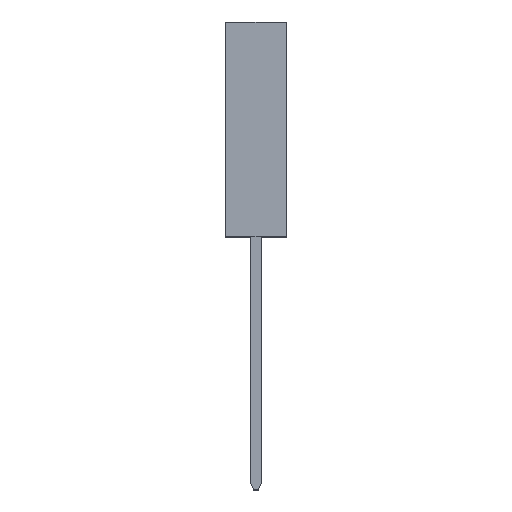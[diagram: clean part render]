
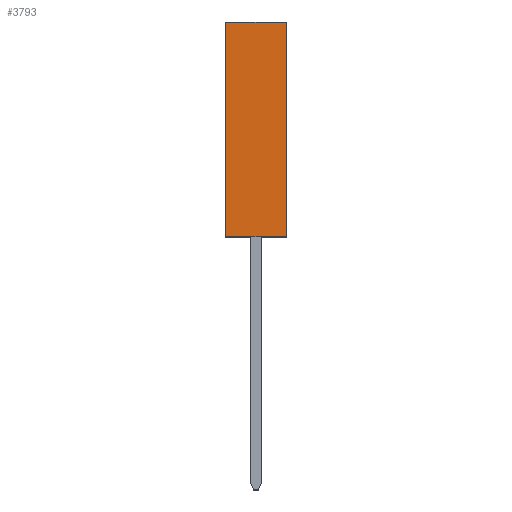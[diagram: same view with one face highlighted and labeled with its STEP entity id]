
A CAD part, top view. The second image highlights one B-rep face of the part: STEP entity #3793.
In plain terms, the highlighted planar face has unit normal (0, 0, 1).
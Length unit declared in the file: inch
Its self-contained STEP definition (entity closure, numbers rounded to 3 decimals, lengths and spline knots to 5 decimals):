
#301 = VECTOR ( 'NONE', #4395, 39.37008 ) ;
#517 = DIRECTION ( 'NONE',  ( 1., 0., 0. ) ) ;
#673 = LINE ( 'NONE', #1170, #803 ) ;
#803 = VECTOR ( 'NONE', #3784, 39.37008 ) ;
#928 = DIRECTION ( 'NONE',  ( 0., 0., -1. ) ) ;
#1086 = CARTESIAN_POINT ( 'NONE',  ( 0.0475, 0.335, 0.21 ) ) ;
#1170 = CARTESIAN_POINT ( 'NONE',  ( -0.0475, 0.335, 0.21 ) ) ;
#1237 = CARTESIAN_POINT ( 'NONE',  ( -0.0475, 0.335, 0.21 ) ) ;
#1254 = EDGE_CURVE ( 'NONE', #3391, #4090, #1458, .T. ) ;
#1399 = LINE ( 'NONE', #4009, #301 ) ;
#1458 = LINE ( 'NONE', #4638, #2976 ) ;
#1475 = EDGE_CURVE ( 'NONE', #3174, #4090, #1399, .T. ) ;
#1885 = ORIENTED_EDGE ( 'NONE', *, *, #1475, .F. ) ;
#1935 = FACE_OUTER_BOUND ( 'NONE', #2862, .T. ) ;
#1990 = CARTESIAN_POINT ( 'NONE',  ( -0.0475, 0.335, 0.21 ) ) ;
#2198 = CARTESIAN_POINT ( 'NONE',  ( 0.0475, 0., 0.21 ) ) ;
#2235 = ORIENTED_EDGE ( 'NONE', *, *, #1254, .T. ) ;
#2241 = ORIENTED_EDGE ( 'NONE', *, *, #3335, .T. ) ;
#2325 = ORIENTED_EDGE ( 'NONE', *, *, #3390, .F. ) ;
#2351 = CARTESIAN_POINT ( 'NONE',  ( -0.0475, 0., 0.21 ) ) ;
#2436 = CARTESIAN_POINT ( 'NONE',  ( -0.0475, 0.335, 0.21 ) ) ;
#2524 = LINE ( 'NONE', #1237, #3835 ) ;
#2766 = DIRECTION ( 'NONE',  ( 1., 0., 0. ) ) ;
#2862 = EDGE_LOOP ( 'NONE', ( #2235, #1885, #2325, #2241 ) ) ;
#2976 = VECTOR ( 'NONE', #2766, 39.37008 ) ;
#3132 = PLANE ( 'NONE',  #4152 ) ;
#3174 = VERTEX_POINT ( 'NONE', #1086 ) ;
#3335 = EDGE_CURVE ( 'NONE', #3931, #3391, #673, .T. ) ;
#3390 = EDGE_CURVE ( 'NONE', #3931, #3174, #2524, .T. ) ;
#3391 = VERTEX_POINT ( 'NONE', #2351 ) ;
#3784 = DIRECTION ( 'NONE',  ( 0., -1., 0. ) ) ;
#3793 = ADVANCED_FACE ( 'NONE', ( #1935 ), #3132, .F. ) ;
#3835 = VECTOR ( 'NONE', #517, 39.37008 ) ;
#3863 = DIRECTION ( 'NONE',  ( -1., 0., 0. ) ) ;
#3931 = VERTEX_POINT ( 'NONE', #2436 ) ;
#4009 = CARTESIAN_POINT ( 'NONE',  ( 0.0475, 0.335, 0.21 ) ) ;
#4090 = VERTEX_POINT ( 'NONE', #2198 ) ;
#4152 = AXIS2_PLACEMENT_3D ( 'NONE', #1990, #928, #3863 ) ;
#4395 = DIRECTION ( 'NONE',  ( 0., -1., 0. ) ) ;
#4638 = CARTESIAN_POINT ( 'NONE',  ( -0.0475, 0., 0.21 ) ) ;
